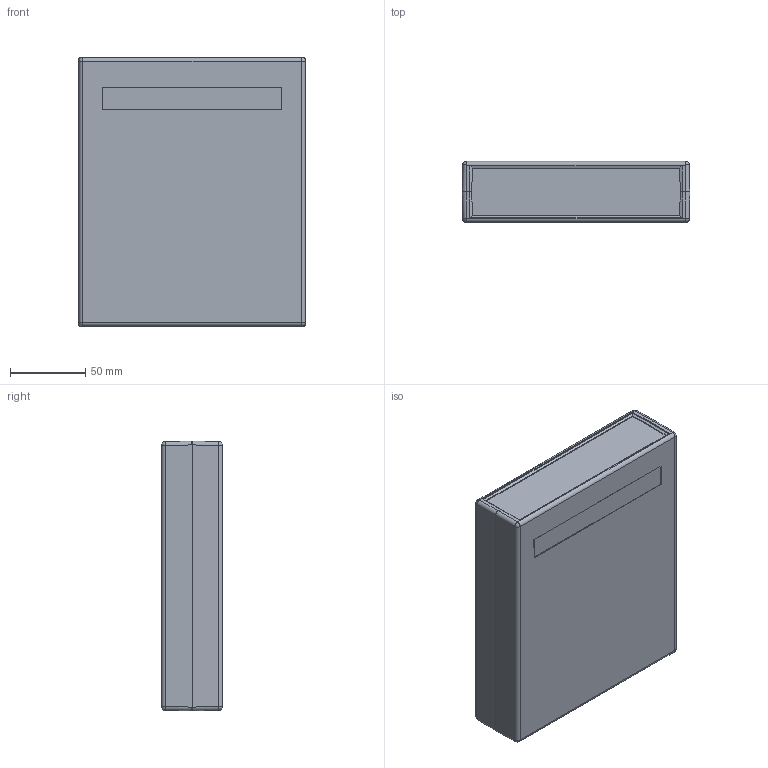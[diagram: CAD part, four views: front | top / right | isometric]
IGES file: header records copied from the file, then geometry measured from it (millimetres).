
Start section: SolidWorks IGES file using analytic representation for surfaces
Global section: file name: KM-190.IGS; native system: SolidWorks 2013; preprocessor: SolidWorks 2013; author: RAKS; date: 181106.140746; units: millimetre
Bounding box: 150.8 x 40.4 x 178.8 mm (x, y, z)
Surface area: 164920.9 mm2 (no closed solid volume)
Topology: 0 solids, 0 shells, 296 faces, 3016 edges, 3016 vertices
Faces by surface type: bspline 204, revolution 92
